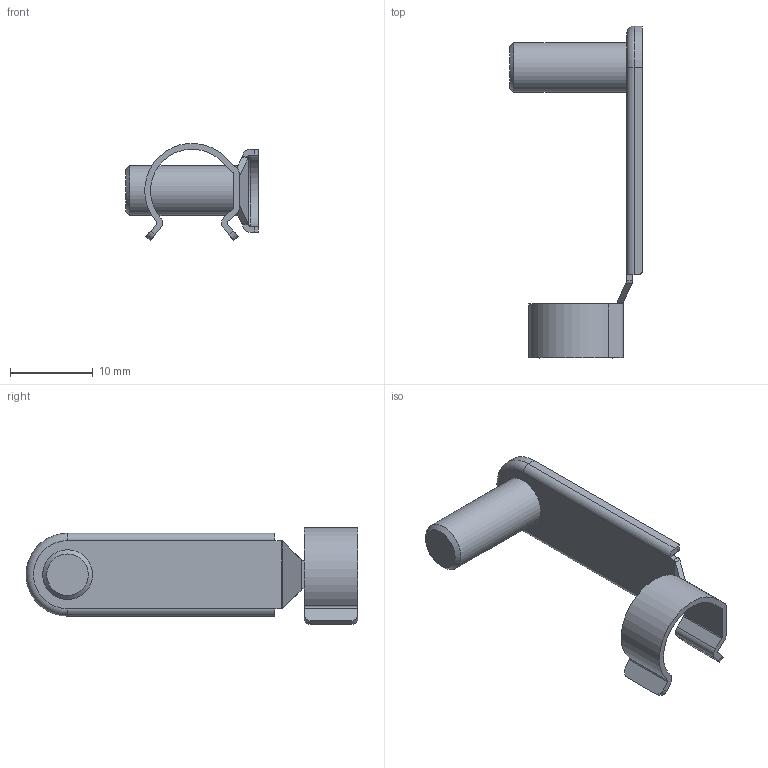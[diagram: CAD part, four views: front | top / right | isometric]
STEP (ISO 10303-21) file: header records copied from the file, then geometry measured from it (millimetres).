
FILE_DESCRIPTION (( 'STEP AP214' ), '1' );
FILE_NAME ('76.05.01.0005.step', '2021-04-02T18:06:57', ( '' ), ( '' ), 'SwSTEP 2.0', 'SolidWorks 2021', '' );
FILE_SCHEMA (( 'AUTOMOTIVE_DESIGN' ));
Length unit declared in the file: millimetre
Products named in the file (1): 76.05.01.0005
Bounding box: 16 x 40 x 11.68 mm (x, y, z)
Volume: 797 mm3; surface area: 1507.5 mm2
Topology: 1 solids, 1 shells, 65 faces, 178 edges, 116 vertices
Faces by surface type: plane 33, cylinder 29, torus 2, cone 1
Full cylindrical faces by diameter (mm): 6 x1
Entity records: 2082 total; most frequent: CARTESIAN_POINT 392, ORIENTED_EDGE 350, DIRECTION 350, EDGE_CURVE 175, AXIS2_PLACEMENT_3D 121, VERTEX_POINT 115, LINE 108, VECTOR 108
